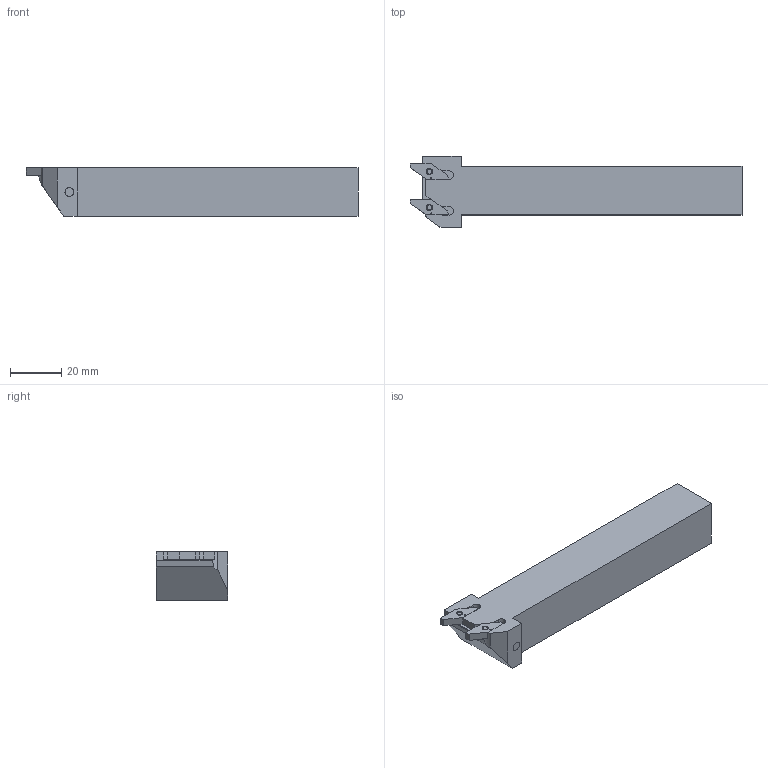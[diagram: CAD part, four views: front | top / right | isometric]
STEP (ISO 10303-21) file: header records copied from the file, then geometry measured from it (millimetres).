
FILE_DESCRIPTION (( 'STEP AP214' ), '1' );
FILE_NAME ('CUT-695-32.STEP', '2017-05-02T08:09:48', ( '' ), ( '' ), 'SwSTEP 2.0', 'SolidWorks 2016', '' );
FILE_SCHEMA (( 'AUTOMOTIVE_DESIGN' ));
Length unit declared in the file: millimetre
Products named in the file (1): CUT-695-32
Bounding box: 130 x 28 x 19.05 mm (x, y, z)
Volume: 45833.4 mm3; surface area: 10708.4 mm2
Topology: 1 solids, 1 shells, 88 faces, 246 edges, 166 vertices
Faces by surface type: plane 79, cylinder 9
Entity records: 3278 total; most frequent: CARTESIAN_POINT 507, ORIENTED_EDGE 492, DIRECTION 492, EDGE_CURVE 246, LINE 174, VECTOR 174, VERTEX_POINT 166, AXIS2_PLACEMENT_3D 159
